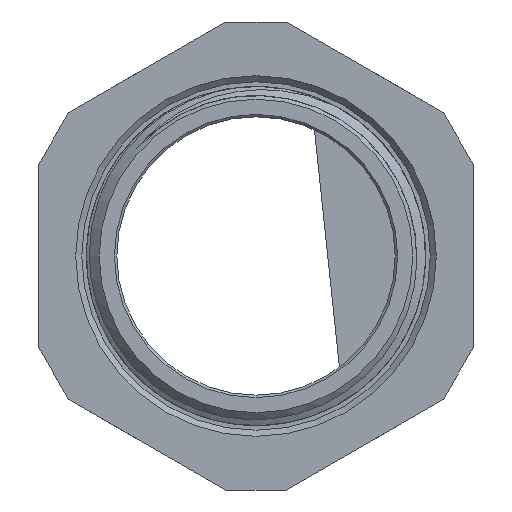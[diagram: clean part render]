
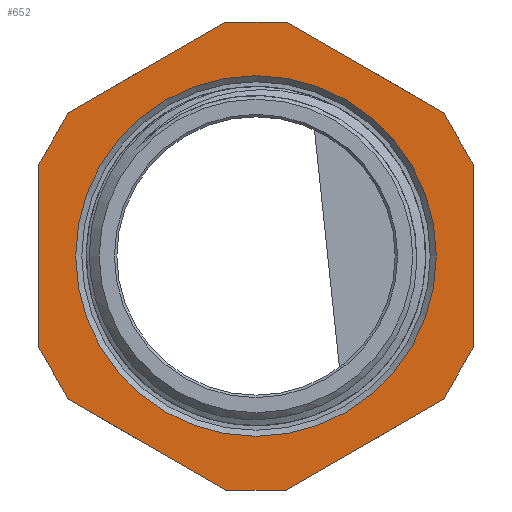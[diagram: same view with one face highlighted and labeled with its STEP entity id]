
A CAD part, left-side view. The second image highlights one B-rep face of the part: STEP entity #652.
In plain terms, the highlighted planar face has unit normal (-1, 0, 0).
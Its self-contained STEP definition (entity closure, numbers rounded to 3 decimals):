
#16=LINE('',#2785,#40);
#18=LINE('',#2797,#42);
#20=LINE('',#2805,#44);
#22=LINE('',#2817,#46);
#24=LINE('',#2825,#48);
#26=LINE('',#2837,#50);
#29=LINE('',#2852,#53);
#31=LINE('',#2858,#55);
#33=LINE('',#2872,#57);
#35=LINE('',#2884,#59);
#37=LINE('',#2890,#61);
#38=LINE('',#2895,#62);
#40=VECTOR('',#785,10.);
#42=VECTOR('',#789,10.);
#44=VECTOR('',#793,10.);
#46=VECTOR('',#797,10.);
#48=VECTOR('',#801,10.);
#50=VECTOR('',#805,10.);
#53=VECTOR('',#810,10.);
#55=VECTOR('',#814,10.);
#57=VECTOR('',#818,10.);
#59=VECTOR('',#822,10.);
#61=VECTOR('',#826,10.);
#62=VECTOR('',#829,10.);
#112=PLANE('',#729);
#127=FACE_BOUND('',#228,.T.);
#170=FACE_OUTER_BOUND('',#227,.T.);
#227=EDGE_LOOP('',(#586,#587,#588,#589,#590,#591,#592,#593,#594,#595,#596,
#597));
#228=EDGE_LOOP('',(#598));
#258=CIRCLE('',#728,14.9);
#299=VERTEX_POINT('',#2782);
#300=VERTEX_POINT('',#2784);
#303=VERTEX_POINT('',#2796);
#305=VERTEX_POINT('',#2804);
#308=VERTEX_POINT('',#2816);
#310=VERTEX_POINT('',#2824);
#313=VERTEX_POINT('',#2836);
#317=VERTEX_POINT('',#2849);
#318=VERTEX_POINT('',#2851);
#322=VERTEX_POINT('',#2869);
#323=VERTEX_POINT('',#2871);
#326=VERTEX_POINT('',#2883);
#334=VERTEX_POINT('',#2933);
#369=EDGE_CURVE('',#300,#299,#16,.T.);
#373=EDGE_CURVE('',#303,#300,#18,.T.);
#376=EDGE_CURVE('',#305,#303,#20,.T.);
#380=EDGE_CURVE('',#308,#305,#22,.T.);
#383=EDGE_CURVE('',#310,#308,#24,.T.);
#387=EDGE_CURVE('',#313,#310,#26,.T.);
#392=EDGE_CURVE('',#318,#317,#29,.T.);
#395=EDGE_CURVE('',#299,#318,#31,.T.);
#399=EDGE_CURVE('',#323,#322,#33,.T.);
#403=EDGE_CURVE('',#326,#313,#35,.T.);
#406=EDGE_CURVE('',#322,#326,#37,.T.);
#408=EDGE_CURVE('',#317,#323,#38,.T.);
#422=EDGE_CURVE('',#334,#334,#258,.T.);
#586=ORIENTED_EDGE('',*,*,#387,.T.);
#587=ORIENTED_EDGE('',*,*,#383,.T.);
#588=ORIENTED_EDGE('',*,*,#380,.T.);
#589=ORIENTED_EDGE('',*,*,#376,.T.);
#590=ORIENTED_EDGE('',*,*,#373,.T.);
#591=ORIENTED_EDGE('',*,*,#369,.T.);
#592=ORIENTED_EDGE('',*,*,#395,.T.);
#593=ORIENTED_EDGE('',*,*,#392,.T.);
#594=ORIENTED_EDGE('',*,*,#408,.T.);
#595=ORIENTED_EDGE('',*,*,#399,.T.);
#596=ORIENTED_EDGE('',*,*,#406,.T.);
#597=ORIENTED_EDGE('',*,*,#403,.T.);
#598=ORIENTED_EDGE('',*,*,#422,.T.);
#652=ADVANCED_FACE('',(#170,#127),#112,.T.);
#728=AXIS2_PLACEMENT_3D('',#2934,#890,#891);
#729=AXIS2_PLACEMENT_3D('',#2935,#892,#893);
#785=DIRECTION('',(0.,0.866,0.5));
#789=DIRECTION('',(0.,0.5,0.866));
#793=DIRECTION('',(0.,0.,1.));
#797=DIRECTION('',(0.,-0.5,0.866));
#801=DIRECTION('',(0.,-0.866,0.5));
#805=DIRECTION('',(0.,-1.,0.));
#810=DIRECTION('',(0.,0.866,-0.5));
#814=DIRECTION('',(0.,1.,0.));
#818=DIRECTION('',(0.,0.,-1.));
#822=DIRECTION('',(0.,-0.866,-0.5));
#826=DIRECTION('',(0.,-0.5,-0.866));
#829=DIRECTION('',(0.,0.5,-0.866));
#890=DIRECTION('center_axis',(1.,0.,0.));
#891=DIRECTION('ref_axis',(0.,0.,-1.));
#892=DIRECTION('center_axis',(-1.,0.,0.));
#893=DIRECTION('ref_axis',(0.,0.,1.));
#2782=CARTESIAN_POINT('',(-13.,-2.505,19.338));
#2784=CARTESIAN_POINT('',(-13.,-15.495,11.838));
#2785=CARTESIAN_POINT('',(-13.,-4.935,17.935));
#2796=CARTESIAN_POINT('',(-13.,-18.,7.5));
#2797=CARTESIAN_POINT('',(-13.,-14.936,12.806));
#2804=CARTESIAN_POINT('',(-13.,-18.,-7.5));
#2805=CARTESIAN_POINT('',(-13.,-18.,-3.75));
#2816=CARTESIAN_POINT('',(-13.,-15.495,-11.838));
#2817=CARTESIAN_POINT('',(-13.,-13.684,-14.976));
#2824=CARTESIAN_POINT('',(-13.,-2.505,-19.338));
#2825=CARTESIAN_POINT('',(-13.,1.56,-21.685));
#2836=CARTESIAN_POINT('',(-13.,2.505,-19.338));
#2837=CARTESIAN_POINT('',(-13.,11.002,-19.338));
#2849=CARTESIAN_POINT('',(-13.,15.495,11.838));
#2851=CARTESIAN_POINT('',(-13.,2.505,19.338));
#2852=CARTESIAN_POINT('',(-13.,13.065,13.242));
#2858=CARTESIAN_POINT('',(-13.,8.498,19.338));
#2869=CARTESIAN_POINT('',(-13.,18.,-7.5));
#2871=CARTESIAN_POINT('',(-13.,18.,7.5));
#2872=CARTESIAN_POINT('',(-13.,18.,3.75));
#2883=CARTESIAN_POINT('',(-13.,15.495,-11.838));
#2884=CARTESIAN_POINT('',(-13.,19.56,-9.492));
#2890=CARTESIAN_POINT('',(-13.,19.811,-4.363));
#2895=CARTESIAN_POINT('',(-13.,18.559,6.532));
#2933=CARTESIAN_POINT('',(-13.,14.9,0.));
#2934=CARTESIAN_POINT('Origin',(-13.,0.,0.));
#2935=CARTESIAN_POINT('Origin',(-13.,19.5,0.));
